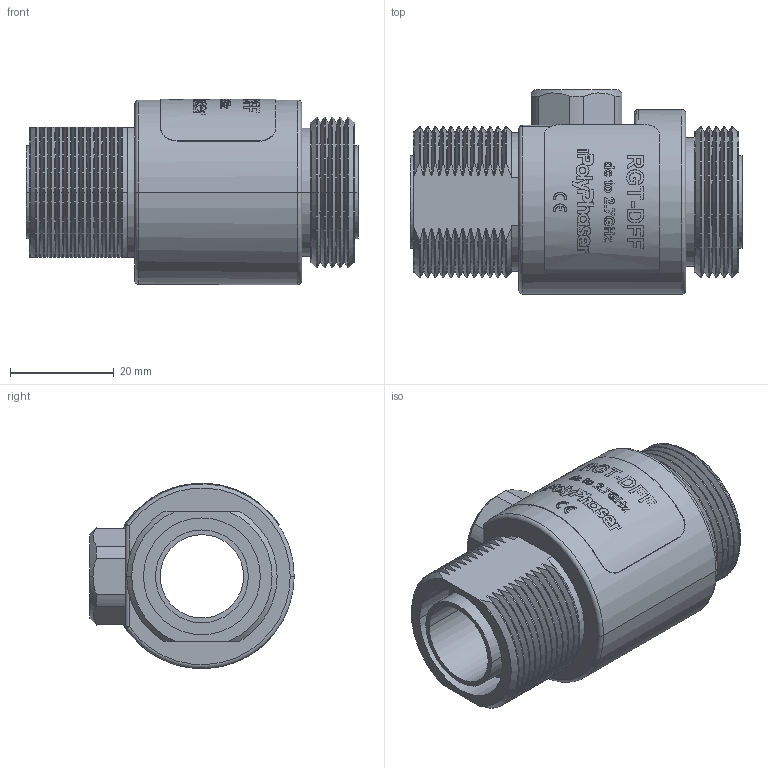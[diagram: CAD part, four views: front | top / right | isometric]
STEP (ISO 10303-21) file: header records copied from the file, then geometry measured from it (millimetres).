
FILE_DESCRIPTION (( 'STEP AP214' ), '1' );
FILE_NAME ('RGT-DFF.STEP', '2019-07-30T16:59:25', ( '' ), ( '' ), 'SwSTEP 2.0', 'SolidWorks 2019', '' );
FILE_SCHEMA (( 'AUTOMOTIVE_DESIGN' ));
Length unit declared in the file: inch
Products named in the file (9): 2003-4007; 4032-0022; 5800-0309; 5800-0313; RGT-DFF
Assembly tree (4 placements, depth 2):
  2003-4007
  5800-0309
  4032-0022
  5800-0313
  RGT-DFF
    5800-0309
    4032-0022
    2003-4007
    5800-0313
Bounding box: 63.95 x 39.37 x 35.69 mm (x, y, z)
Volume: 32131.2 mm3; surface area: 20375.2 mm2
Topology: 4 solids, 4 shells, 965 faces, 2643 edges, 1729 vertices
Faces by surface type: bspline 429, plane 231, cylinder 188, cone 104, torus 11, sphere 2
Entity records: 52102 total; most frequent: CARTESIAN_POINT 22694, ORIENTED_EDGE 5282, DIRECTION 2834, EDGE_CURVE 2641, VERTEX_POINT 1729, B_SPLINE_CURVE_WITH_KNOTS 1459, AXIS2_PLACEMENT_3D 1108, EDGE_LOOP 1016
